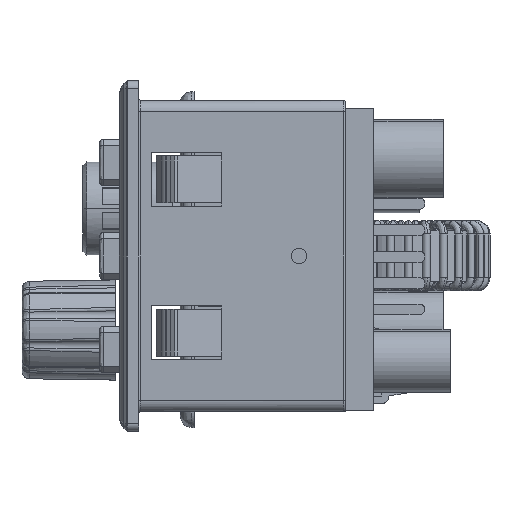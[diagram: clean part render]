
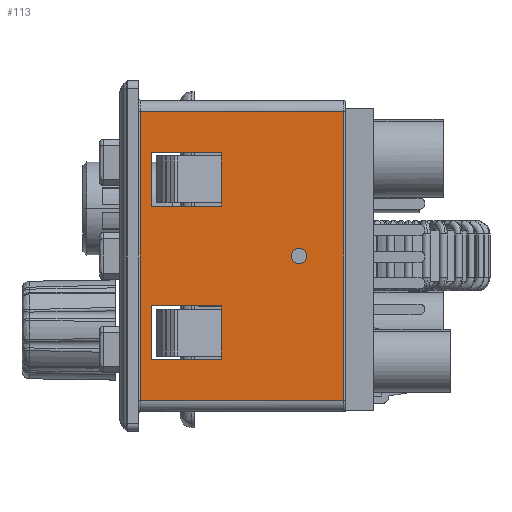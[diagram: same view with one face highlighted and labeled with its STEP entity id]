
A CAD part, left-side view. The second image highlights one B-rep face of the part: STEP entity #113.
In plain terms, the highlighted free-form (B-spline) face has degree [1, 1] with [2, 2] control points.
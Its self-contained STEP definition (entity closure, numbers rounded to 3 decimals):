
#70 = VERTEX_POINT('',#71);
#71 = CARTESIAN_POINT('',(-66.608,-4.894,8.223
    ));
#89 = VERTEX_POINT('',#90);
#90 = CARTESIAN_POINT('',(-66.608,-4.894,
    10.582));
#95 = EDGE_CURVE('',#70,#89,#96,.T.);
#96 = ( BOUNDED_CURVE() B_SPLINE_CURVE(2,(#97,#98,#99,#100,#101),
.UNSPECIFIED.,.F.,.F.) B_SPLINE_CURVE_WITH_KNOTS((3,2,3),(0.,
1.571,3.142),.PIECEWISE_BEZIER_KNOTS.) CURVE() 
GEOMETRIC_REPRESENTATION_ITEM() RATIONAL_B_SPLINE_CURVE((1.,
0.707,1.,0.707,1.)) REPRESENTATION_ITEM('') );
#97 = CARTESIAN_POINT('',(-66.608,-4.894,8.223
    ));
#98 = CARTESIAN_POINT('',(-66.608,-6.073,8.223
    ));
#99 = CARTESIAN_POINT('',(-66.608,-6.073,9.402)
  );
#100 = CARTESIAN_POINT('',(-66.608,-6.073,
    10.582));
#101 = CARTESIAN_POINT('',(-66.608,-4.894,
    10.582));
#113 = ADVANCED_FACE('',(#114,#125,#169,#199),#243,.F.);
#114 = FACE_BOUND('',#115,.T.);
#115 = EDGE_LOOP('',(#116,#117));
#116 = ORIENTED_EDGE('',*,*,#95,.F.);
#117 = ORIENTED_EDGE('',*,*,#118,.F.);
#118 = EDGE_CURVE('',#89,#70,#119,.T.);
#119 = ( BOUNDED_CURVE() B_SPLINE_CURVE(2,(#120,#121,#122,#123,#124),
.UNSPECIFIED.,.F.,.F.) B_SPLINE_CURVE_WITH_KNOTS((3,2,3),(3.142,
4.712,6.283),.PIECEWISE_BEZIER_KNOTS.) CURVE() 
GEOMETRIC_REPRESENTATION_ITEM() RATIONAL_B_SPLINE_CURVE((1.,
0.707,1.,0.707,1.)) REPRESENTATION_ITEM('') );
#120 = CARTESIAN_POINT('',(-66.608,-4.894,
    10.582));
#121 = CARTESIAN_POINT('',(-66.608,-3.715,
    10.582));
#122 = CARTESIAN_POINT('',(-66.608,-3.715,9.402)
  );
#123 = CARTESIAN_POINT('',(-66.608,-3.715,8.223
    ));
#124 = CARTESIAN_POINT('',(-66.608,-4.894,
    8.223));
#125 = FACE_BOUND('',#126,.T.);
#126 = EDGE_LOOP('',(#127,#136,#143,#150,#157,#164));
#127 = ORIENTED_EDGE('',*,*,#128,.T.);
#128 = EDGE_CURVE('',#129,#131,#133,.T.);
#129 = VERTEX_POINT('',#130);
#130 = CARTESIAN_POINT('',(-66.608,6.851,
    25.14));
#131 = VERTEX_POINT('',#132);
#132 = CARTESIAN_POINT('',(-66.608,6.851,24.551
    ));
#133 = B_SPLINE_CURVE_WITH_KNOTS('',1,(#134,#135),.UNSPECIFIED.,.F.,.F.,
  (2,2),(-0.5,0.),.PIECEWISE_BEZIER_KNOTS.);
#134 = CARTESIAN_POINT('',(-66.608,6.851,
    25.14));
#135 = CARTESIAN_POINT('',(-66.608,6.851,24.551
    ));
#136 = ORIENTED_EDGE('',*,*,#137,.F.);
#137 = EDGE_CURVE('',#138,#131,#140,.T.);
#138 = VERTEX_POINT('',#139);
#139 = CARTESIAN_POINT('',(-66.608,6.851,
    17.476));
#140 = B_SPLINE_CURVE_WITH_KNOTS('',1,(#141,#142),.UNSPECIFIED.,.F.,.F.,
  (2,2),(8.679,14.679),.PIECEWISE_BEZIER_KNOTS.);
#141 = CARTESIAN_POINT('',(-66.608,6.851,
    17.476));
#142 = CARTESIAN_POINT('',(-66.608,6.851,24.551
    ));
#143 = ORIENTED_EDGE('',*,*,#144,.T.);
#144 = EDGE_CURVE('',#138,#145,#147,.T.);
#145 = VERTEX_POINT('',#146);
#146 = CARTESIAN_POINT('',(-66.608,6.851,
    16.886));
#147 = B_SPLINE_CURVE_WITH_KNOTS('',1,(#148,#149),.UNSPECIFIED.,.F.,.F.,
  (2,2),(-0.5,0.),.PIECEWISE_BEZIER_KNOTS.);
#148 = CARTESIAN_POINT('',(-66.608,6.851,
    17.476));
#149 = CARTESIAN_POINT('',(-66.608,6.851,
    16.886));
#150 = ORIENTED_EDGE('',*,*,#151,.T.);
#151 = EDGE_CURVE('',#145,#152,#154,.T.);
#152 = VERTEX_POINT('',#153);
#153 = CARTESIAN_POINT('',(-66.608,17.463,
    16.886));
#154 = B_SPLINE_CURVE_WITH_KNOTS('',1,(#155,#156),.UNSPECIFIED.,.F.,.F.,
  (2,2),(0.,9.),.PIECEWISE_BEZIER_KNOTS.);
#155 = CARTESIAN_POINT('',(-66.608,6.851,
    16.886));
#156 = CARTESIAN_POINT('',(-66.608,17.463,
    16.886));
#157 = ORIENTED_EDGE('',*,*,#158,.T.);
#158 = EDGE_CURVE('',#152,#159,#161,.T.);
#159 = VERTEX_POINT('',#160);
#160 = CARTESIAN_POINT('',(-66.608,17.463,
    25.14));
#161 = B_SPLINE_CURVE_WITH_KNOTS('',1,(#162,#163),.UNSPECIFIED.,.F.,.F.,
  (2,2),(0.,7.),.PIECEWISE_BEZIER_KNOTS.);
#162 = CARTESIAN_POINT('',(-66.608,17.463,
    16.886));
#163 = CARTESIAN_POINT('',(-66.608,17.463,
    25.14));
#164 = ORIENTED_EDGE('',*,*,#165,.T.);
#165 = EDGE_CURVE('',#159,#129,#166,.T.);
#166 = B_SPLINE_CURVE_WITH_KNOTS('',1,(#167,#168),.UNSPECIFIED.,.F.,.F.,
  (2,2),(-9.,0.),.PIECEWISE_BEZIER_KNOTS.);
#167 = CARTESIAN_POINT('',(-66.608,17.463,
    25.14));
#168 = CARTESIAN_POINT('',(-66.608,6.851,
    25.14));
#169 = FACE_BOUND('',#170,.T.);
#170 = EDGE_LOOP('',(#171,#180,#187,#194));
#171 = ORIENTED_EDGE('',*,*,#172,.T.);
#172 = EDGE_CURVE('',#173,#175,#177,.T.);
#173 = VERTEX_POINT('',#174);
#174 = CARTESIAN_POINT('',(-66.608,19.115,
    -12.412));
#175 = VERTEX_POINT('',#176);
#176 = CARTESIAN_POINT('',(-66.608,-11.661,
    -12.412));
#177 = B_SPLINE_CURVE_WITH_KNOTS('',1,(#178,#179),.UNSPECIFIED.,.F.,.F.,
  (2,2),(-26.3,-0.2),.PIECEWISE_BEZIER_KNOTS.);
#178 = CARTESIAN_POINT('',(-66.608,19.115,
    -12.412));
#179 = CARTESIAN_POINT('',(-66.608,-11.661,
    -12.412));
#180 = ORIENTED_EDGE('',*,*,#181,.T.);
#181 = EDGE_CURVE('',#175,#182,#184,.T.);
#182 = VERTEX_POINT('',#183);
#183 = CARTESIAN_POINT('',(-66.608,-11.661,
    31.217));
#184 = B_SPLINE_CURVE_WITH_KNOTS('',1,(#185,#186),.UNSPECIFIED.,.F.,.F.,
  (2,2),(-37.,0.),.PIECEWISE_BEZIER_KNOTS.);
#185 = CARTESIAN_POINT('',(-66.608,-11.661,
    -12.412));
#186 = CARTESIAN_POINT('',(-66.608,-11.661,
    31.217));
#187 = ORIENTED_EDGE('',*,*,#188,.T.);
#188 = EDGE_CURVE('',#182,#189,#191,.T.);
#189 = VERTEX_POINT('',#190);
#190 = CARTESIAN_POINT('',(-66.608,19.115,
    31.217));
#191 = B_SPLINE_CURVE_WITH_KNOTS('',1,(#192,#193),.UNSPECIFIED.,.F.,.F.,
  (2,2),(0.2,26.3),.PIECEWISE_BEZIER_KNOTS.);
#192 = CARTESIAN_POINT('',(-66.608,-11.661,
    31.217));
#193 = CARTESIAN_POINT('',(-66.608,19.115,
    31.217));
#194 = ORIENTED_EDGE('',*,*,#195,.T.);
#195 = EDGE_CURVE('',#189,#173,#196,.T.);
#196 = B_SPLINE_CURVE_WITH_KNOTS('',1,(#197,#198),.UNSPECIFIED.,.F.,.F.,
  (2,2),(-38.5,-1.5),.PIECEWISE_BEZIER_KNOTS.);
#197 = CARTESIAN_POINT('',(-66.608,19.115,
    31.217));
#198 = CARTESIAN_POINT('',(-66.608,19.115,
    -12.412));
#199 = FACE_BOUND('',#200,.T.);
#200 = EDGE_LOOP('',(#201,#210,#217,#224,#231,#238));
#201 = ORIENTED_EDGE('',*,*,#202,.T.);
#202 = EDGE_CURVE('',#203,#205,#207,.T.);
#203 = VERTEX_POINT('',#204);
#204 = CARTESIAN_POINT('',(-66.608,6.851,1.329
    ));
#205 = VERTEX_POINT('',#206);
#206 = CARTESIAN_POINT('',(-66.608,6.851,
    -5.746));
#207 = B_SPLINE_CURVE_WITH_KNOTS('',1,(#208,#209),.UNSPECIFIED.,.F.,.F.,
  (2,2),(9.106,15.107),.PIECEWISE_BEZIER_KNOTS.);
#208 = CARTESIAN_POINT('',(-66.608,6.851,1.329
    ));
#209 = CARTESIAN_POINT('',(-66.608,6.851,
    -5.746));
#210 = ORIENTED_EDGE('',*,*,#211,.F.);
#211 = EDGE_CURVE('',#212,#205,#214,.T.);
#212 = VERTEX_POINT('',#213);
#213 = CARTESIAN_POINT('',(-66.608,6.851,
    -6.335));
#214 = B_SPLINE_CURVE_WITH_KNOTS('',1,(#215,#216),.UNSPECIFIED.,.F.,.F.,
  (2,2),(-0.5,0.),.PIECEWISE_BEZIER_KNOTS.);
#215 = CARTESIAN_POINT('',(-66.608,6.851,
    -6.335));
#216 = CARTESIAN_POINT('',(-66.608,6.851,
    -5.746));
#217 = ORIENTED_EDGE('',*,*,#218,.F.);
#218 = EDGE_CURVE('',#219,#212,#221,.T.);
#219 = VERTEX_POINT('',#220);
#220 = CARTESIAN_POINT('',(-66.608,17.463,
    -6.335));
#221 = B_SPLINE_CURVE_WITH_KNOTS('',1,(#222,#223),.UNSPECIFIED.,.F.,.F.,
  (2,2),(-9.,0.),.PIECEWISE_BEZIER_KNOTS.);
#222 = CARTESIAN_POINT('',(-66.608,17.463,
    -6.335));
#223 = CARTESIAN_POINT('',(-66.608,6.851,
    -6.335));
#224 = ORIENTED_EDGE('',*,*,#225,.F.);
#225 = EDGE_CURVE('',#226,#219,#228,.T.);
#226 = VERTEX_POINT('',#227);
#227 = CARTESIAN_POINT('',(-66.608,17.463,
    1.919));
#228 = B_SPLINE_CURVE_WITH_KNOTS('',1,(#229,#230),.UNSPECIFIED.,.F.,.F.,
  (2,2),(0.,7.),.PIECEWISE_BEZIER_KNOTS.);
#229 = CARTESIAN_POINT('',(-66.608,17.463,
    1.919));
#230 = CARTESIAN_POINT('',(-66.608,17.463,
    -6.335));
#231 = ORIENTED_EDGE('',*,*,#232,.F.);
#232 = EDGE_CURVE('',#233,#226,#235,.T.);
#233 = VERTEX_POINT('',#234);
#234 = CARTESIAN_POINT('',(-66.608,6.851,1.919
    ));
#235 = B_SPLINE_CURVE_WITH_KNOTS('',1,(#236,#237),.UNSPECIFIED.,.F.,.F.,
  (2,2),(0.,9.),.PIECEWISE_BEZIER_KNOTS.);
#236 = CARTESIAN_POINT('',(-66.608,6.851,1.919
    ));
#237 = CARTESIAN_POINT('',(-66.608,17.463,
    1.919));
#238 = ORIENTED_EDGE('',*,*,#239,.F.);
#239 = EDGE_CURVE('',#203,#233,#240,.T.);
#240 = B_SPLINE_CURVE_WITH_KNOTS('',1,(#241,#242),.UNSPECIFIED.,.F.,.F.,
  (2,2),(-0.5,0.),.PIECEWISE_BEZIER_KNOTS.);
#241 = CARTESIAN_POINT('',(-66.608,6.851,1.329
    ));
#242 = CARTESIAN_POINT('',(-66.608,6.851,1.919
    ));
#243 = B_SPLINE_SURFACE_WITH_KNOTS('',1,1,(
    (#244,#245)
    ,(#246,#247
    )),.UNSPECIFIED.,.F.,.F.,.F.,(2,2),(2,2),(-38.5,-1.5),(0.2,26.3),
  .PIECEWISE_BEZIER_KNOTS.);
#244 = CARTESIAN_POINT('',(-66.608,-11.661,
    31.217));
#245 = CARTESIAN_POINT('',(-66.608,19.115,
    31.217));
#246 = CARTESIAN_POINT('',(-66.608,-11.661,
    -12.412));
#247 = CARTESIAN_POINT('',(-66.608,19.115,
    -12.412));
